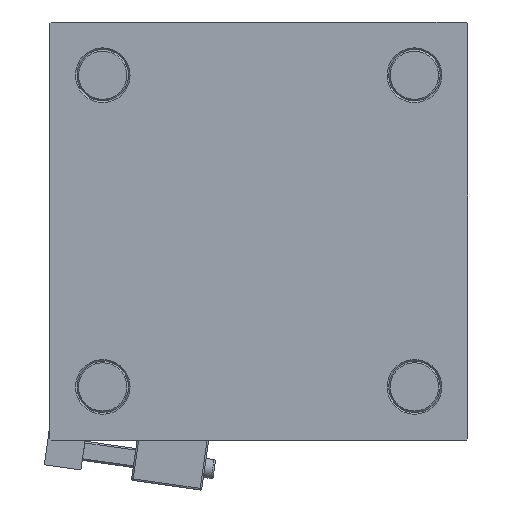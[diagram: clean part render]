
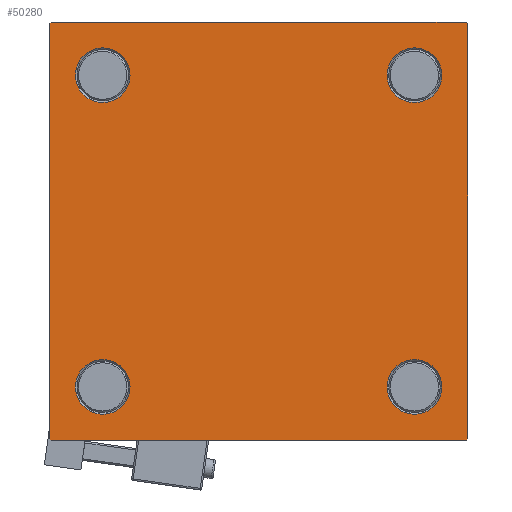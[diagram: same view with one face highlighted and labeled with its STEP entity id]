
A CAD part, left-side view. The second image highlights one B-rep face of the part: STEP entity #50280.
In plain terms, the highlighted planar face has unit normal (-1, 0, 0).
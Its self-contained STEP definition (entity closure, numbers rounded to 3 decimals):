
#128 = CARTESIAN_POINT ( 'NONE',  ( 0., 48.45, 48.45 ) ) ;
#331 = CARTESIAN_POINT ( 'NONE',  ( 0., -48.45, 48.45 ) ) ;
#1579 = CARTESIAN_POINT ( 'NONE',  ( 0., -48.45, -48.45 ) ) ;
#1596 = CARTESIAN_POINT ( 'NONE',  ( 0., -64.5, 65. ) ) ;
#1834 = LINE ( 'NONE', #9259, #13372 ) ;
#1842 = DIRECTION ( 'NONE',  ( 1., 0., 0. ) ) ;
#2392 = DIRECTION ( 'NONE',  ( 0., -0.707, -0.707 ) ) ;
#2534 = EDGE_CURVE ( 'NONE', #29258, #16165, #51897, .T. ) ;
#2884 = DIRECTION ( 'NONE',  ( 1., 0., 0. ) ) ;
#2901 = CARTESIAN_POINT ( 'NONE',  ( 0., -65., 64.5 ) ) ;
#2976 = DIRECTION ( 'NONE',  ( 0., 0., 1. ) ) ;
#3321 = DIRECTION ( 'NONE',  ( 0., 0., 1. ) ) ;
#3627 = DIRECTION ( 'NONE',  ( 0., -1., 0. ) ) ;
#3763 = CARTESIAN_POINT ( 'NONE',  ( 0., -48.45, -48.45 ) ) ;
#4622 = LINE ( 'NONE', #47881, #48589 ) ;
#4744 = CIRCLE ( 'NONE', #42024, 8.5 ) ;
#5274 = CARTESIAN_POINT ( 'NONE',  ( 0., 64.75, 64.75 ) ) ;
#5524 = DIRECTION ( 'NONE',  ( 0., 0., -1. ) ) ;
#5531 = EDGE_CURVE ( 'NONE', #6769, #32910, #17658, .T. ) ;
#5679 = VECTOR ( 'NONE', #3627, 1000. ) ;
#6769 = VERTEX_POINT ( 'NONE', #42699 ) ;
#7667 = CARTESIAN_POINT ( 'NONE',  ( 0., 48.45, 48.45 ) ) ;
#7682 = VERTEX_POINT ( 'NONE', #29756 ) ;
#7778 = DIRECTION ( 'NONE',  ( 1., 0., 0. ) ) ;
#8361 = VERTEX_POINT ( 'NONE', #47836 ) ;
#8507 = CARTESIAN_POINT ( 'NONE',  ( 0., 64.5, -65. ) ) ;
#8764 = VERTEX_POINT ( 'NONE', #11947 ) ;
#9259 = CARTESIAN_POINT ( 'NONE',  ( 0., -64.75, 64.75 ) ) ;
#9739 = EDGE_CURVE ( 'NONE', #32910, #6769, #17807, .T. ) ;
#9863 = EDGE_CURVE ( 'NONE', #49348, #8361, #12725, .T. ) ;
#10191 = CARTESIAN_POINT ( 'NONE',  ( 0., 48.45, -56.95 ) ) ;
#10847 = CARTESIAN_POINT ( 'NONE',  ( 0., -48.45, 48.45 ) ) ;
#11208 = DIRECTION ( 'NONE',  ( 1., 0., 0. ) ) ;
#11704 = ORIENTED_EDGE ( 'NONE', *, *, #41008, .T. ) ;
#11947 = CARTESIAN_POINT ( 'NONE',  ( 0., 65., 64.5 ) ) ;
#12325 = AXIS2_PLACEMENT_3D ( 'NONE', #7667, #24374, #40310 ) ;
#12386 = DIRECTION ( 'NONE',  ( 0., 0., -1. ) ) ;
#12725 = CIRCLE ( 'NONE', #33070, 8.5 ) ;
#13187 = VERTEX_POINT ( 'NONE', #43012 ) ;
#13372 = VECTOR ( 'NONE', #46397, 1000. ) ;
#13414 = EDGE_CURVE ( 'NONE', #35069, #19212, #47742, .T. ) ;
#13801 = ORIENTED_EDGE ( 'NONE', *, *, #5531, .T. ) ;
#14042 = CARTESIAN_POINT ( 'NONE',  ( 0., -64.5, -65. ) ) ;
#14329 = EDGE_CURVE ( 'NONE', #8361, #49348, #31652, .T. ) ;
#14687 = DIRECTION ( 'NONE',  ( 0., 0., 1. ) ) ;
#15159 = EDGE_CURVE ( 'NONE', #16426, #7682, #4744, .T. ) ;
#16120 = CIRCLE ( 'NONE', #40706, 8.5 ) ;
#16165 = VERTEX_POINT ( 'NONE', #14042 ) ;
#16426 = VERTEX_POINT ( 'NONE', #21961 ) ;
#16825 = AXIS2_PLACEMENT_3D ( 'NONE', #34856, #51013, #14687 ) ;
#17498 = DIRECTION ( 'NONE',  ( 0., 0., 1. ) ) ;
#17658 = CIRCLE ( 'NONE', #16825, 8.5 ) ;
#17807 = CIRCLE ( 'NONE', #43289, 8.5 ) ;
#17976 = AXIS2_PLACEMENT_3D ( 'NONE', #128, #48150, #3321 ) ;
#19212 = VERTEX_POINT ( 'NONE', #41592 ) ;
#19329 = VECTOR ( 'NONE', #5524, 1000. ) ;
#19458 = CARTESIAN_POINT ( 'NONE',  ( 0., 48.45, -48.45 ) ) ;
#20669 = EDGE_CURVE ( 'NONE', #13187, #26499, #35060, .T. ) ;
#20901 = EDGE_LOOP ( 'NONE', ( #48471, #30627 ) ) ;
#21805 = AXIS2_PLACEMENT_3D ( 'NONE', #25761, #41962, #50158 ) ;
#21860 = EDGE_CURVE ( 'NONE', #23085, #26499, #1834, .T. ) ;
#21961 = CARTESIAN_POINT ( 'NONE',  ( 0., -48.45, -56.95 ) ) ;
#22085 = ORIENTED_EDGE ( 'NONE', *, *, #39548, .T. ) ;
#22585 = FACE_OUTER_BOUND ( 'NONE', #37896, .T. ) ;
#22663 = DIRECTION ( 'NONE',  ( 0., 0., 1. ) ) ;
#23085 = VERTEX_POINT ( 'NONE', #2901 ) ;
#23564 = CARTESIAN_POINT ( 'NONE',  ( 0., -65., 65. ) ) ;
#24374 = DIRECTION ( 'NONE',  ( 1., 0., 0. ) ) ;
#25182 = EDGE_CURVE ( 'NONE', #37059, #29258, #37669, .T. ) ;
#25206 = VECTOR ( 'NONE', #12386, 1000. ) ;
#25761 = CARTESIAN_POINT ( 'NONE',  ( 0., 0., 0. ) ) ;
#26499 = VERTEX_POINT ( 'NONE', #1596 ) ;
#26570 = FACE_BOUND ( 'NONE', #45236, .T. ) ;
#26636 = DIRECTION ( 'NONE',  ( 1., 0., 0. ) ) ;
#26794 = CARTESIAN_POINT ( 'NONE',  ( 0., 64.75, -64.75 ) ) ;
#27209 = EDGE_CURVE ( 'NONE', #7682, #16426, #16120, .T. ) ;
#27585 = CIRCLE ( 'NONE', #12325, 8.5 ) ;
#28260 = EDGE_CURVE ( 'NONE', #13187, #8764, #41626, .T. ) ;
#28446 = DIRECTION ( 'NONE',  ( 0., 0., 1. ) ) ;
#28843 = EDGE_LOOP ( 'NONE', ( #32274, #11704 ) ) ;
#28976 = ORIENTED_EDGE ( 'NONE', *, *, #21860, .T. ) ;
#29258 = VERTEX_POINT ( 'NONE', #8507 ) ;
#29756 = CARTESIAN_POINT ( 'NONE',  ( 0., -48.45, -39.95 ) ) ;
#30068 = CARTESIAN_POINT ( 'NONE',  ( 0., 65., -64.5 ) ) ;
#30627 = ORIENTED_EDGE ( 'NONE', *, *, #9863, .T. ) ;
#31652 = CIRCLE ( 'NONE', #50256, 8.5 ) ;
#32137 = ORIENTED_EDGE ( 'NONE', *, *, #51137, .F. ) ;
#32274 = ORIENTED_EDGE ( 'NONE', *, *, #13414, .T. ) ;
#32451 = ORIENTED_EDGE ( 'NONE', *, *, #9739, .T. ) ;
#32910 = VERTEX_POINT ( 'NONE', #10191 ) ;
#33070 = AXIS2_PLACEMENT_3D ( 'NONE', #331, #7778, #28446 ) ;
#33271 = VERTEX_POINT ( 'NONE', #51739 ) ;
#33928 = LINE ( 'NONE', #49314, #19329 ) ;
#34756 = VECTOR ( 'NONE', #49304, 1000. ) ;
#34856 = CARTESIAN_POINT ( 'NONE',  ( 0., 48.45, -48.45 ) ) ;
#35060 = LINE ( 'NONE', #39828, #37841 ) ;
#35069 = VERTEX_POINT ( 'NONE', #52092 ) ;
#35508 = DIRECTION ( 'NONE',  ( 0., 0., 1. ) ) ;
#35768 = LINE ( 'NONE', #23564, #25206 ) ;
#37059 = VERTEX_POINT ( 'NONE', #30068 ) ;
#37669 = LINE ( 'NONE', #26794, #39773 ) ;
#37841 = VECTOR ( 'NONE', #51216, 1000. ) ;
#37896 = EDGE_LOOP ( 'NONE', ( #50223, #43778, #38752, #22085, #32137, #28976, #44424, #41411 ) ) ;
#38505 = FACE_BOUND ( 'NONE', #20901, .T. ) ;
#38752 = ORIENTED_EDGE ( 'NONE', *, *, #2534, .T. ) ;
#38781 = PLANE ( 'NONE',  #21805 ) ;
#39548 = EDGE_CURVE ( 'NONE', #16165, #33271, #4622, .T. ) ;
#39773 = VECTOR ( 'NONE', #2392, 1000. ) ;
#39828 = CARTESIAN_POINT ( 'NONE',  ( 0., 65., 65. ) ) ;
#39999 = CARTESIAN_POINT ( 'NONE',  ( 0., 65., -65. ) ) ;
#40310 = DIRECTION ( 'NONE',  ( 0., 0., 1. ) ) ;
#40706 = AXIS2_PLACEMENT_3D ( 'NONE', #3763, #11208, #2976 ) ;
#41008 = EDGE_CURVE ( 'NONE', #19212, #35069, #27585, .T. ) ;
#41411 = ORIENTED_EDGE ( 'NONE', *, *, #28260, .T. ) ;
#41592 = CARTESIAN_POINT ( 'NONE',  ( 0., 48.45, 39.95 ) ) ;
#41626 = LINE ( 'NONE', #5274, #34756 ) ;
#41962 = DIRECTION ( 'NONE',  ( -1., 0., 0. ) ) ;
#42024 = AXIS2_PLACEMENT_3D ( 'NONE', #1579, #1842, #17498 ) ;
#42699 = CARTESIAN_POINT ( 'NONE',  ( 0., 48.45, -39.95 ) ) ;
#42759 = FACE_BOUND ( 'NONE', #28843, .T. ) ;
#42793 = EDGE_LOOP ( 'NONE', ( #50968, #49939 ) ) ;
#43012 = CARTESIAN_POINT ( 'NONE',  ( 0., 64.5, 65. ) ) ;
#43289 = AXIS2_PLACEMENT_3D ( 'NONE', #19458, #26636, #22663 ) ;
#43778 = ORIENTED_EDGE ( 'NONE', *, *, #25182, .T. ) ;
#43932 = DIRECTION ( 'NONE',  ( 0., -0.707, 0.707 ) ) ;
#44424 = ORIENTED_EDGE ( 'NONE', *, *, #20669, .F. ) ;
#45236 = EDGE_LOOP ( 'NONE', ( #13801, #32451 ) ) ;
#45667 = CARTESIAN_POINT ( 'NONE',  ( 0., -48.45, 39.95 ) ) ;
#46397 = DIRECTION ( 'NONE',  ( 0., 0.707, 0.707 ) ) ;
#47742 = CIRCLE ( 'NONE', #17976, 8.5 ) ;
#47836 = CARTESIAN_POINT ( 'NONE',  ( 0., -48.45, 56.95 ) ) ;
#47881 = CARTESIAN_POINT ( 'NONE',  ( 0., -64.75, -64.75 ) ) ;
#48150 = DIRECTION ( 'NONE',  ( 1., 0., 0. ) ) ;
#48471 = ORIENTED_EDGE ( 'NONE', *, *, #14329, .T. ) ;
#48589 = VECTOR ( 'NONE', #43932, 1000. ) ;
#49304 = DIRECTION ( 'NONE',  ( 0., 0.707, -0.707 ) ) ;
#49314 = CARTESIAN_POINT ( 'NONE',  ( 0., 65., 65. ) ) ;
#49348 = VERTEX_POINT ( 'NONE', #45667 ) ;
#49939 = ORIENTED_EDGE ( 'NONE', *, *, #15159, .T. ) ;
#50158 = DIRECTION ( 'NONE',  ( 0., 0., 1. ) ) ;
#50223 = ORIENTED_EDGE ( 'NONE', *, *, #51733, .T. ) ;
#50256 = AXIS2_PLACEMENT_3D ( 'NONE', #10847, #2884, #35508 ) ;
#50280 = ADVANCED_FACE ( 'NONE', ( #38505, #50686, #26570, #42759, #22585 ), #38781, .T. ) ;
#50686 = FACE_BOUND ( 'NONE', #42793, .T. ) ;
#50968 = ORIENTED_EDGE ( 'NONE', *, *, #27209, .T. ) ;
#51013 = DIRECTION ( 'NONE',  ( 1., 0., 0. ) ) ;
#51137 = EDGE_CURVE ( 'NONE', #23085, #33271, #35768, .T. ) ;
#51216 = DIRECTION ( 'NONE',  ( 0., -1., 0. ) ) ;
#51733 = EDGE_CURVE ( 'NONE', #8764, #37059, #33928, .T. ) ;
#51739 = CARTESIAN_POINT ( 'NONE',  ( 0., -65., -64.5 ) ) ;
#51897 = LINE ( 'NONE', #39999, #5679 ) ;
#52092 = CARTESIAN_POINT ( 'NONE',  ( 0., 48.45, 56.95 ) ) ;
